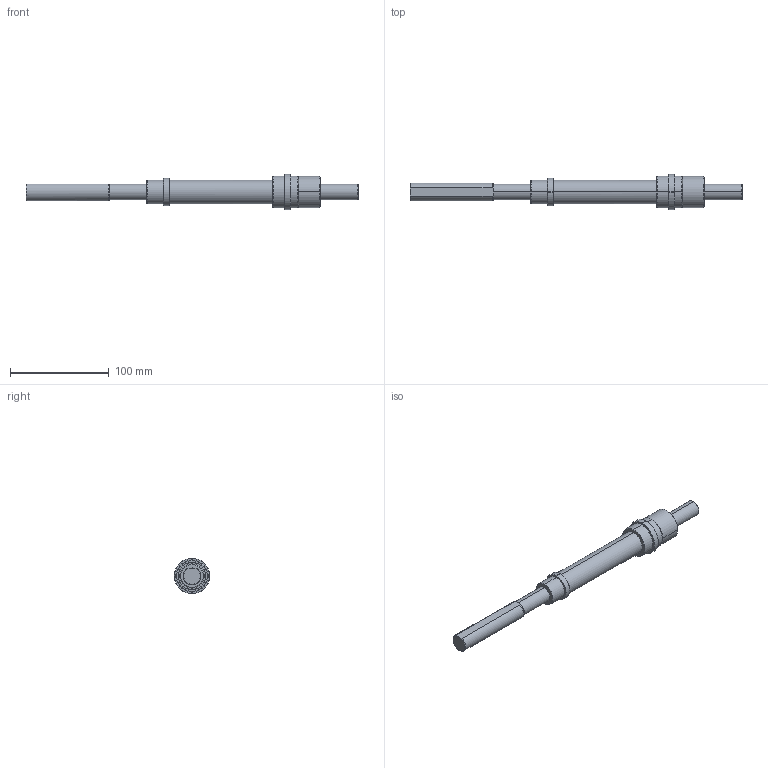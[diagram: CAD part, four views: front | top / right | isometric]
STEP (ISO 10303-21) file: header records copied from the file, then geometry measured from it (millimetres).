
FILE_DESCRIPTION (( 'STEP AP214' ), '1' );
FILE_NAME ('DY163230.STEP', '2023-05-19T09:22:27', ( '' ), ( '' ), 'SwSTEP 2.0', 'SolidWorks 2021', '' );
FILE_SCHEMA (( 'AUTOMOTIVE_DESIGN' ));
Length unit declared in the file: millimetre
Products named in the file (12): 9DY163230-6; 9DX163027-S; 3IMAN4X1,5; 7DY160036-VAL; 7DY160028-VAL; 9DY163230-5_Comprimit 6,3; 9DY163230; 9DY163230-4; DY163230; 9DY163230-3_Rectificado; 9DY163230-2; 9DY163230-1_FINAL
Assembly tree (19 placements, depth 3):
  DY163230
    9DY163230
      9DY163230-1_FINAL
      9DY163230-2
      9DY163230-3_Rectificado
      9DY163230-4
      9DY163230-5_Comprimit 6,3
      9DY163230-6
      7DY160028-VAL  x2
      7DY160036-VAL  x2
    3IMAN4X1,5  x4
    9DX163027-S  x4
Bounding box: 337 x 36 x 35.99 mm (x, y, z)
Volume: 130447.2 mm3; surface area: 59910.2 mm2
Topology: 18 solids, 18 shells, 448 faces, 1062 edges, 656 vertices
Faces by surface type: cylinder 153, cone 95, plane 95, torus 71, bspline 34
Entity records: 10806 total; most frequent: CARTESIAN_POINT 3120, DIRECTION 1574, ORIENTED_EDGE 1420, EDGE_CURVE 710, AXIS2_PLACEMENT_3D 675, VERTEX_POINT 433, CIRCLE 354, EDGE_LOOP 339
